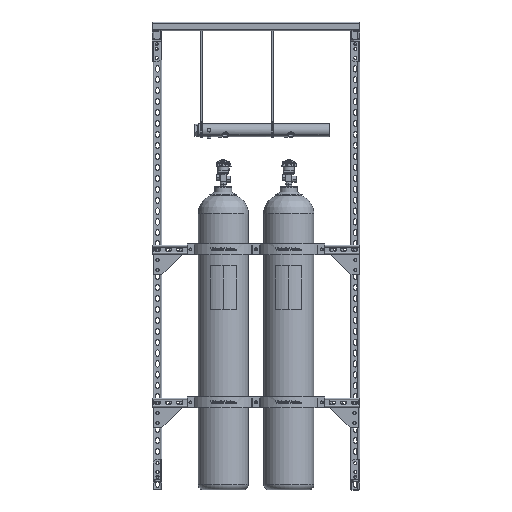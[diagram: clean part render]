
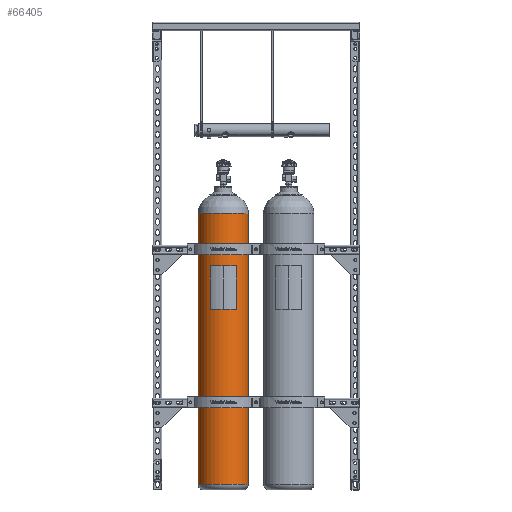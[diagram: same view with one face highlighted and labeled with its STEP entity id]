
A CAD part, top view. The second image highlights one B-rep face of the part: STEP entity #66405.
In plain terms, the highlighted cylindrical face has radius 116.635 mm (diameter 233.269 mm), a partial arc.
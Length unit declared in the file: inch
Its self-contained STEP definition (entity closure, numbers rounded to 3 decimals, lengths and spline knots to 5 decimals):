
#42 = DIRECTION ( 'NONE',  ( -1., 0., 0. ) ) ;
#11269 = CIRCLE ( 'NONE', #53477, 4.59191 ) ;
#13864 = EDGE_CURVE ( 'NONE', #41002, #82603, #19569, .T. ) ;
#16542 = DIRECTION ( 'NONE',  ( -1., 0., 0. ) ) ;
#17165 = CARTESIAN_POINT ( 'NONE',  ( -4.59191, -54.5, 0. ) ) ;
#19569 = LINE ( 'NONE', #68731, #22664 ) ;
#20662 = CARTESIAN_POINT ( 'NONE',  ( 0., -4.92411, 0. ) ) ;
#22664 = VECTOR ( 'NONE', #91419, 39.37008 ) ;
#29109 = EDGE_CURVE ( 'NONE', #81237, #54247, #92066, .T. ) ;
#30263 = FACE_OUTER_BOUND ( 'NONE', #77888, .T. ) ;
#37062 = VECTOR ( 'NONE', #78358, 39.37008 ) ;
#39078 = EDGE_CURVE ( 'NONE', #54247, #82603, #11269, .T. ) ;
#40824 = CARTESIAN_POINT ( 'NONE',  ( 4.59191, -4.92411, 0. ) ) ;
#41002 = VERTEX_POINT ( 'NONE', #77805 ) ;
#49088 = CARTESIAN_POINT ( 'NONE',  ( -4.59191, -4.92411, 0. ) ) ;
#50579 = CYLINDRICAL_SURFACE ( 'NONE', #78363, 4.59191 ) ;
#51050 = DIRECTION ( 'NONE',  ( 0., 1., 0. ) ) ;
#51506 = DIRECTION ( 'NONE',  ( 0., 1., 0. ) ) ;
#52311 = ORIENTED_EDGE ( 'NONE', *, *, #29109, .F. ) ;
#53477 = AXIS2_PLACEMENT_3D ( 'NONE', #20662, #91570, #92023 ) ;
#54247 = VERTEX_POINT ( 'NONE', #49088 ) ;
#58299 = AXIS2_PLACEMENT_3D ( 'NONE', #87007, #51050, #42 ) ;
#59535 = CARTESIAN_POINT ( 'NONE',  ( 0., 0., 0. ) ) ;
#60356 = ORIENTED_EDGE ( 'NONE', *, *, #13864, .T. ) ;
#63679 = CARTESIAN_POINT ( 'NONE',  ( -4.59191, 0., 0. ) ) ;
#66405 = ADVANCED_FACE ( 'NONE', ( #30263 ), #50579, .T. ) ;
#68731 = CARTESIAN_POINT ( 'NONE',  ( 4.59191, 0., 0. ) ) ;
#74815 = ORIENTED_EDGE ( 'NONE', *, *, #84260, .T. ) ;
#77805 = CARTESIAN_POINT ( 'NONE',  ( 4.59191, -54.5, 0. ) ) ;
#77888 = EDGE_LOOP ( 'NONE', ( #74815, #60356, #77965, #52311 ) ) ;
#77965 = ORIENTED_EDGE ( 'NONE', *, *, #39078, .F. ) ;
#78358 = DIRECTION ( 'NONE',  ( 0., 1., 0. ) ) ;
#78363 = AXIS2_PLACEMENT_3D ( 'NONE', #59535, #51506, #16542 ) ;
#79518 = CIRCLE ( 'NONE', #58299, 4.59191 ) ;
#81237 = VERTEX_POINT ( 'NONE', #17165 ) ;
#82603 = VERTEX_POINT ( 'NONE', #40824 ) ;
#84260 = EDGE_CURVE ( 'NONE', #81237, #41002, #79518, .T. ) ;
#87007 = CARTESIAN_POINT ( 'NONE',  ( 0., -54.5, 0. ) ) ;
#91419 = DIRECTION ( 'NONE',  ( 0., 1., 0. ) ) ;
#91570 = DIRECTION ( 'NONE',  ( 0., 1., 0. ) ) ;
#92023 = DIRECTION ( 'NONE',  ( -1., 0., 0. ) ) ;
#92066 = LINE ( 'NONE', #63679, #37062 ) ;
